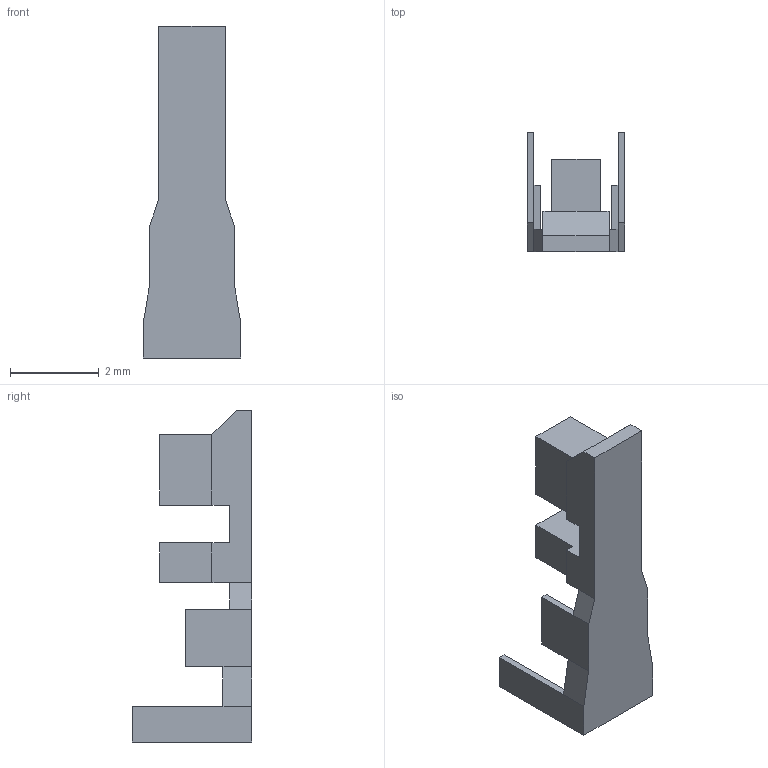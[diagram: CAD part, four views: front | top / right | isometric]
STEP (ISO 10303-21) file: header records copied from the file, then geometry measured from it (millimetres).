
FILE_DESCRIPTION (( 'STEP AP214' ), '1' );
FILE_NAME ('SPND-001T-C0.5.STEP', '2013-02-12T01:45:23', ( 'root' ), ( 'Hewlett-Packard Company' ), 'SwSTEP 2.0', 'SolidWorks 2009', '' );
FILE_SCHEMA (( 'AUTOMOTIVE_DESIGN' ));
Length unit declared in the file: millimetre
Products named in the file (1): SPND-001T-C0.5
Bounding box: 2.2 x 2.7 x 7.5 mm (x, y, z)
Volume: 10.2 mm3; surface area: 67.4 mm2
Topology: 1 solids, 1 shells, 52 faces, 134 edges, 84 vertices
Faces by surface type: plane 52
Entity records: 2136 total; most frequent: CARTESIAN_POINT 271, ORIENTED_EDGE 268, DIRECTION 240, EDGE_CURVE 134, VECTOR 134, LINE 134, VERTEX_POINT 84, UNCERTAINTY_MEASURE_WITH_UNIT 55
